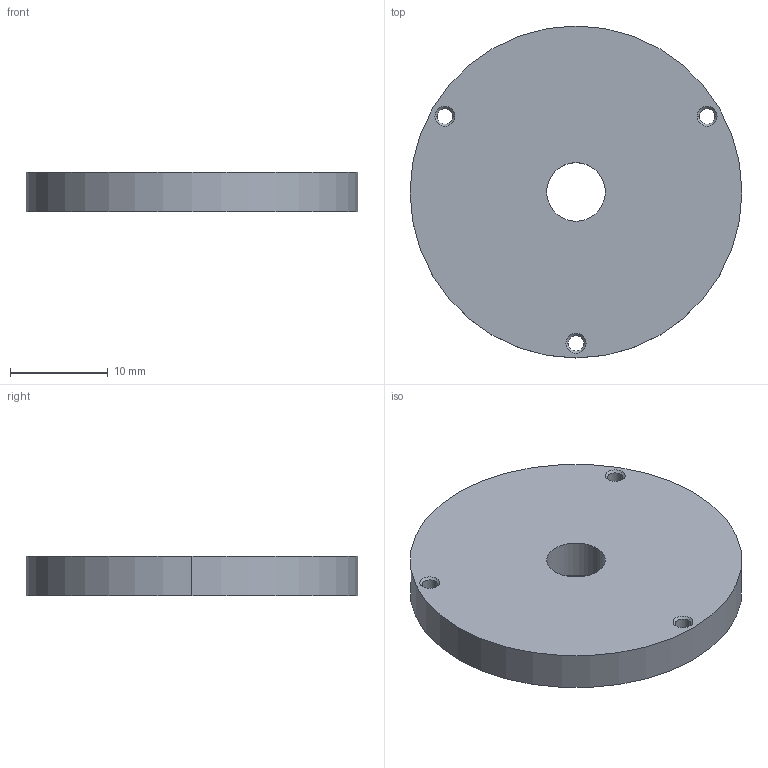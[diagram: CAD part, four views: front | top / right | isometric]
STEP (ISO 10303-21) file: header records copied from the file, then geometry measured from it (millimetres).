
FILE_DESCRIPTION (( 'STEP AP203' ), '1' );
FILE_NAME ('COUPLING BRACKET- GEARED BODY TO DC MOTOR- JGB37-520-1_Default_sldprt.STEP', '2022-09-20T08:33:13', ( '' ), ( '' ), 'SwSTEP 2.0', 'SolidWorks 2020', '' );
FILE_SCHEMA (( 'CONFIG_CONTROL_DESIGN' ));
Length unit declared in the file: millimetre
Products named in the file (1): COUPLING BRACKET- GEARED BODY TO DC MOTOR- JGB37-520-1_Default_sldprt
Bounding box: 34 x 34 x 4 mm (x, y, z)
Volume: 3494 mm3; surface area: 2308.4 mm2
Topology: 1 solids, 1 shells, 18 faces, 42 edges, 26 vertices
Faces by surface type: cylinder 10, cone 6, plane 2
Entity records: 617 total; most frequent: DIRECTION 106, CARTESIAN_POINT 87, ORIENTED_EDGE 84, AXIS2_PLACEMENT_3D 45, EDGE_CURVE 42, EDGE_LOOP 26, CIRCLE 26, VERTEX_POINT 26
